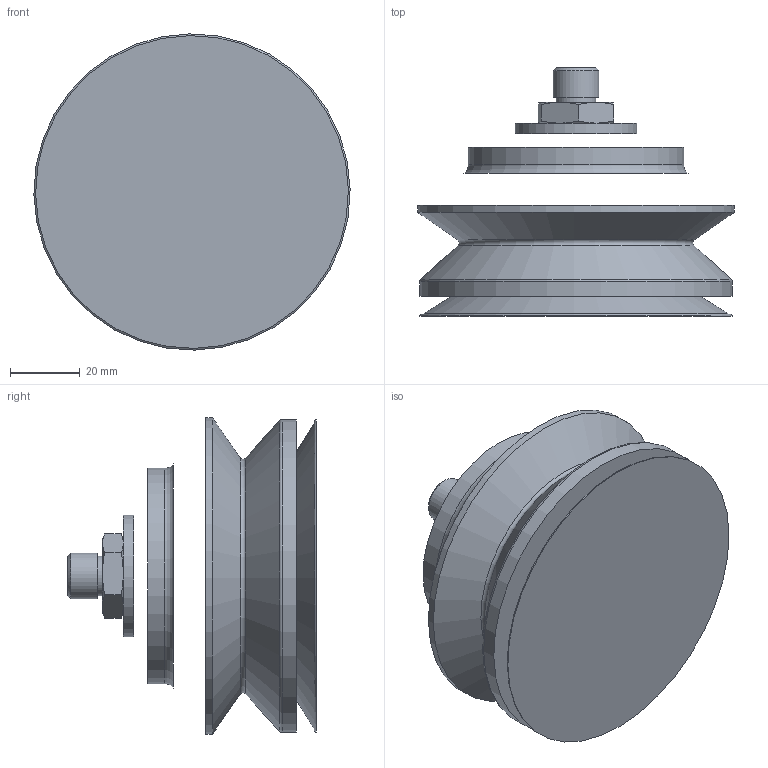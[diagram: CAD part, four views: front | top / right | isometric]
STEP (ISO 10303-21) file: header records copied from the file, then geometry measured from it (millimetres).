
FILE_DESCRIPTION(/* description */ (''),/* implementation_level */ '2;1');
FILE_NAME(/* name */ 'vmdf3nit_vmdl90cn_rac38r1-4m.stp',/* time_stamp */ '2020-12-01T15:34:08+01:00',/* author */ ('enginyeria'),/* organization */ (''),/* preprocessor_version */ 'ST-DEVELOPER v17.2',/* originating_system */ 'Autodesk Inventor 2019',/* authorisation */ '');
FILE_SCHEMA (('CONFIG_CONTROL_DESIGN'));
Length unit declared in the file: millimetre
Products named in the file (1): vmdf3nit_vmdl90cn_rac38r1-4m
Bounding box: 90.99 x 71.5 x 90.99 mm (x, y, z)
Volume: 246296.1 mm3; surface area: 31512.6 mm2
Topology: 1 solids, 1 shells, 44 faces, 111 edges, 76 vertices
Faces by surface type: cone 18, plane 15, cylinder 7, torus 4
Full cylindrical faces by diameter (mm): 6 x1, 11.441 x1, 13.157 x1, 35 x1, 62 x1, 90 x1, 91 x1
Entity records: 1459 total; most frequent: CARTESIAN_POINT 280, DIRECTION 245, ORIENTED_EDGE 222, AXIS2_PLACEMENT_3D 113, EDGE_CURVE 111, VERTEX_POINT 76, CIRCLE 68, EDGE_LOOP 51
